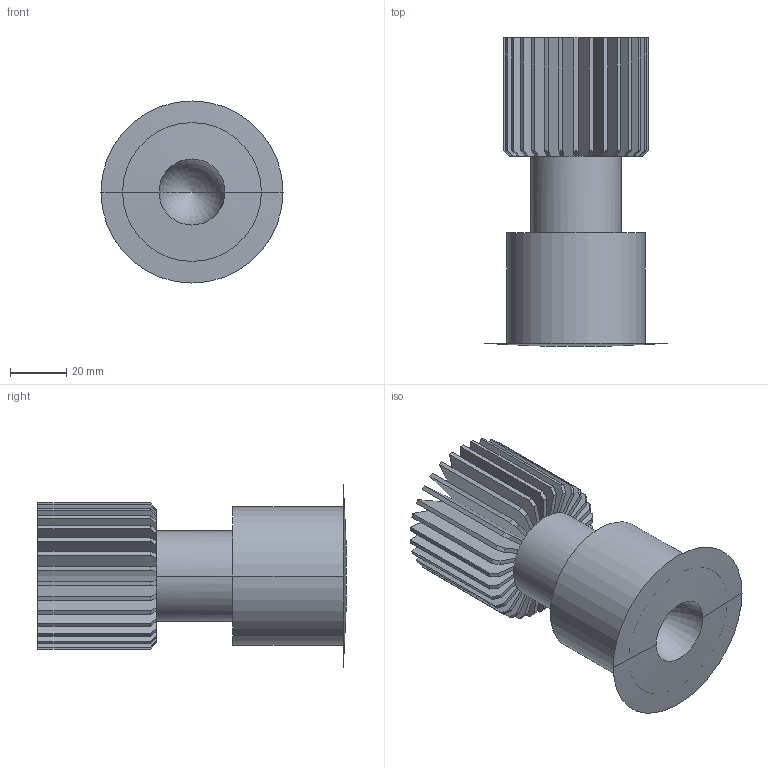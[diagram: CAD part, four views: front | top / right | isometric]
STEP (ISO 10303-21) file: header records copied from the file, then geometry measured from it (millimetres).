
FILE_DESCRIPTION (( 'STEP AP214' ), '1' );
FILE_NAME ('QUO 18 WH D45 3000Ê (with driver).STEP', '2018-07-09T20:04:36', ( '' ), ( '' ), 'SwSTEP 2.0', 'SolidWorks 2013', '' );
FILE_SCHEMA (( 'AUTOMOTIVE_DESIGN' ));
Length unit declared in the file: millimetre
Products named in the file (1): QUO 18 WH D45 3000Ê (with driver)
Bounding box: 65 x 110 x 65 mm (x, y, z)
Volume: 138953.3 mm3; surface area: 66698.3 mm2
Topology: 1 solids, 1 shells, 191 faces, 562 edges, 373 vertices
Faces by surface type: plane 123, cylinder 34, cone 32, torus 2
Entity records: 8565 total; most frequent: CARTESIAN_POINT 1305, ORIENTED_EDGE 1120, DIRECTION 1048, EDGE_CURVE 560, VERTEX_POINT 373, AXIS2_PLACEMENT_3D 356, LINE 336, VECTOR 336
